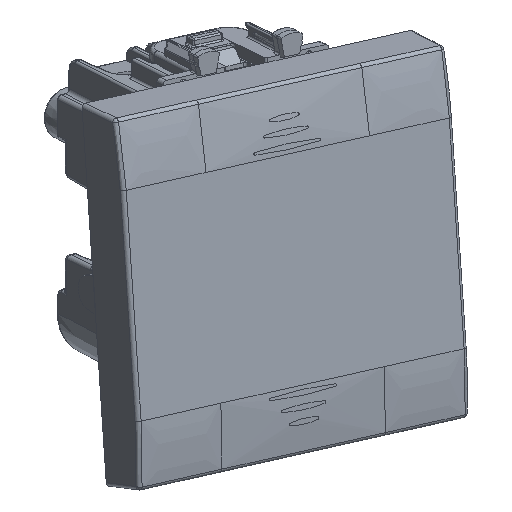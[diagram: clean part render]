
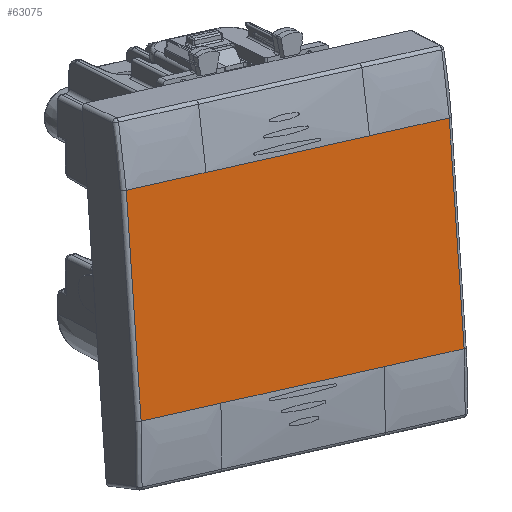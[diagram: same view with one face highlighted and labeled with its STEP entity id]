
A CAD part, top view. The second image highlights one B-rep face of the part: STEP entity #63075.
In plain terms, the highlighted face is planar.
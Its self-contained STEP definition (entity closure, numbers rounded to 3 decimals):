
#63004=CARTESIAN_POINT('Axis2P3D Location',(0.,0.,15.5)) ;
#63009=CARTESIAN_POINT('Line Origine',(-21.758,0.,15.5)) ;
#63013=CARTESIAN_POINT('Vertex',(-21.758,-13.441,15.5)) ;
#63015=CARTESIAN_POINT('Vertex',(-21.758,13.441,15.5)) ;
#63018=CARTESIAN_POINT('Line Origine',(-16.385,-13.441,15.5)) ;
#63022=CARTESIAN_POINT('Vertex',(-11.013,-13.441,15.5)) ;
#63025=CARTESIAN_POINT('Line Origine',(0.,-13.441,15.5)) ;
#63029=CARTESIAN_POINT('Vertex',(11.013,-13.441,15.5)) ;
#63032=CARTESIAN_POINT('Line Origine',(16.385,-13.441,15.5)) ;
#63036=CARTESIAN_POINT('Vertex',(21.758,-13.441,15.5)) ;
#63039=CARTESIAN_POINT('Line Origine',(21.758,0.,15.5)) ;
#63043=CARTESIAN_POINT('Vertex',(21.758,13.441,15.5)) ;
#63046=CARTESIAN_POINT('Line Origine',(16.385,13.441,15.5)) ;
#63050=CARTESIAN_POINT('Vertex',(11.013,13.441,15.5)) ;
#63053=CARTESIAN_POINT('Line Origine',(0.,13.441,15.5)) ;
#63057=CARTESIAN_POINT('Vertex',(-11.013,13.441,15.5)) ;
#63060=CARTESIAN_POINT('Line Origine',(-16.385,13.441,15.5)) ;
#63005=DIRECTION('Axis2P3D Direction',(0.,0.,-1.)) ;
#63006=DIRECTION('Axis2P3D XDirection',(0.,-1.,0.)) ;
#63010=DIRECTION('Vector Direction',(0.,-1.,0.)) ;
#63019=DIRECTION('Vector Direction',(1.,0.,0.)) ;
#63026=DIRECTION('Vector Direction',(-1.,0.,0.)) ;
#63033=DIRECTION('Vector Direction',(1.,0.,0.)) ;
#63040=DIRECTION('Vector Direction',(0.,-1.,0.)) ;
#63047=DIRECTION('Vector Direction',(1.,0.,0.)) ;
#63054=DIRECTION('Vector Direction',(-1.,0.,0.)) ;
#63061=DIRECTION('Vector Direction',(1.,0.,0.)) ;
#63007=AXIS2_PLACEMENT_3D('Plane Axis2P3D',#63004,#63005,#63006) ;
#63066=ORIENTED_EDGE('',*,*,#63017,.F.) ;
#63067=ORIENTED_EDGE('',*,*,#63024,.F.) ;
#63068=ORIENTED_EDGE('',*,*,#63031,.F.) ;
#63069=ORIENTED_EDGE('',*,*,#63038,.T.) ;
#63070=ORIENTED_EDGE('',*,*,#63045,.F.) ;
#63071=ORIENTED_EDGE('',*,*,#63052,.F.) ;
#63072=ORIENTED_EDGE('',*,*,#63059,.F.) ;
#63073=ORIENTED_EDGE('',*,*,#63064,.T.) ;
#63011=VECTOR('Line Direction',#63010,1.) ;
#63020=VECTOR('Line Direction',#63019,1.) ;
#63027=VECTOR('Line Direction',#63026,1.) ;
#63034=VECTOR('Line Direction',#63033,1.) ;
#63041=VECTOR('Line Direction',#63040,1.) ;
#63048=VECTOR('Line Direction',#63047,1.) ;
#63055=VECTOR('Line Direction',#63054,1.) ;
#63062=VECTOR('Line Direction',#63061,1.) ;
#63075=ADVANCED_FACE('PartBody',(#63074),#63008,.F.) ;
#63017=EDGE_CURVE('',#63014,#63016,#63012,.F.) ;
#63024=EDGE_CURVE('',#63023,#63014,#63021,.F.) ;
#63031=EDGE_CURVE('',#63030,#63023,#63028,.T.) ;
#63038=EDGE_CURVE('',#63030,#63037,#63035,.T.) ;
#63045=EDGE_CURVE('',#63044,#63037,#63042,.T.) ;
#63052=EDGE_CURVE('',#63051,#63044,#63049,.T.) ;
#63059=EDGE_CURVE('',#63058,#63051,#63056,.F.) ;
#63064=EDGE_CURVE('',#63058,#63016,#63063,.F.) ;
#63065=EDGE_LOOP('',(#63066,#63067,#63068,#63069,#63070,#63071,#63072,#63073)) ;
#63074=FACE_OUTER_BOUND('',#63065,.T.) ;
#63012=LINE('Line',#63009,#63011) ;
#63021=LINE('Line',#63018,#63020) ;
#63028=LINE('Line',#63025,#63027) ;
#63035=LINE('Line',#63032,#63034) ;
#63042=LINE('Line',#63039,#63041) ;
#63049=LINE('Line',#63046,#63048) ;
#63056=LINE('Line',#63053,#63055) ;
#63063=LINE('Line',#63060,#63062) ;
#63008=PLANE('',#63007) ;
#63014=VERTEX_POINT('',#63013) ;
#63016=VERTEX_POINT('',#63015) ;
#63023=VERTEX_POINT('',#63022) ;
#63030=VERTEX_POINT('',#63029) ;
#63037=VERTEX_POINT('',#63036) ;
#63044=VERTEX_POINT('',#63043) ;
#63051=VERTEX_POINT('',#63050) ;
#63058=VERTEX_POINT('',#63057) ;
